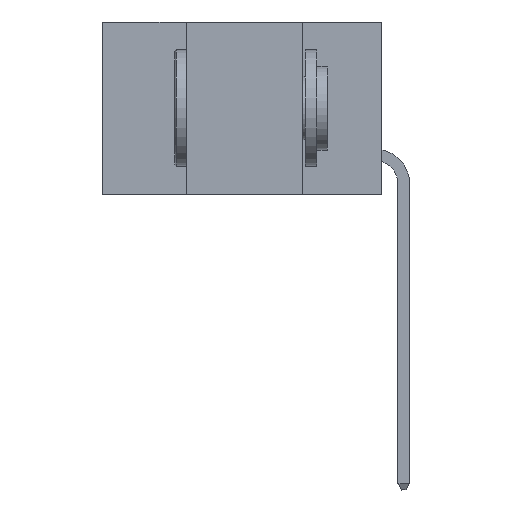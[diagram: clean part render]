
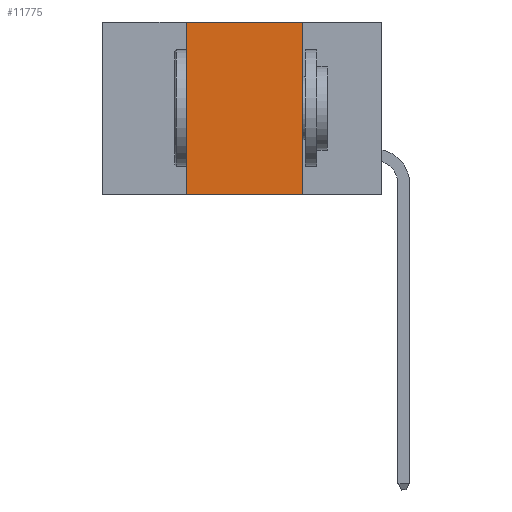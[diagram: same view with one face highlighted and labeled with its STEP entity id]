
A CAD part, left-side view. The second image highlights one B-rep face of the part: STEP entity #11775.
In plain terms, the highlighted planar face has unit normal (-1, 0, 0).
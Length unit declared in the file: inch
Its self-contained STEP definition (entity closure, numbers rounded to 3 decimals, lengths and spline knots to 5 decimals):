
#516 = DIRECTION ( 'NONE',  ( 0., 0., 1. ) ) ;
#678 = ORIENTED_EDGE ( 'NONE', *, *, #11760, .F. ) ;
#899 = DIRECTION ( 'NONE',  ( 0., -1., 0. ) ) ;
#1062 = LINE ( 'NONE', #15977, #7533 ) ;
#1325 = VERTEX_POINT ( 'NONE', #12239 ) ;
#2613 = CARTESIAN_POINT ( 'NONE',  ( 0., 0.17, 0. ) ) ;
#2646 = CARTESIAN_POINT ( 'NONE',  ( 0., 0.42, -0.37 ) ) ;
#2653 = FACE_OUTER_BOUND ( 'NONE', #8923, .T. ) ;
#3741 = ORIENTED_EDGE ( 'NONE', *, *, #12494, .F. ) ;
#3806 = CARTESIAN_POINT ( 'NONE',  ( 0., 0.6, -0.37 ) ) ;
#4312 = ORIENTED_EDGE ( 'NONE', *, *, #6159, .T. ) ;
#4548 = LINE ( 'NONE', #4822, #14459 ) ;
#4822 = CARTESIAN_POINT ( 'NONE',  ( 0., 0.17, 0. ) ) ;
#4843 = CARTESIAN_POINT ( 'NONE',  ( 0., 0.42, 0. ) ) ;
#6159 = EDGE_CURVE ( 'NONE', #6423, #1325, #16423, .T. ) ;
#6423 = VERTEX_POINT ( 'NONE', #2646 ) ;
#6598 = EDGE_CURVE ( 'NONE', #15051, #1325, #4548, .T. ) ;
#6718 = DIRECTION ( 'NONE',  ( 0., -1., 0. ) ) ;
#6827 = CARTESIAN_POINT ( 'NONE',  ( 0., 0.6, 0. ) ) ;
#7533 = VECTOR ( 'NONE', #516, 39.37008 ) ;
#7796 = DIRECTION ( 'NONE',  ( 0., 0., -1. ) ) ;
#8923 = EDGE_LOOP ( 'NONE', ( #11650, #678, #3741, #4312 ) ) ;
#10070 = VECTOR ( 'NONE', #899, 39.37008 ) ;
#10403 = VECTOR ( 'NONE', #6718, 39.37008 ) ;
#10928 = AXIS2_PLACEMENT_3D ( 'NONE', #6827, #15291, #16636 ) ;
#11435 = VERTEX_POINT ( 'NONE', #4843 ) ;
#11650 = ORIENTED_EDGE ( 'NONE', *, *, #6598, .F. ) ;
#11760 = EDGE_CURVE ( 'NONE', #11435, #15051, #13474, .T. ) ;
#11775 = ADVANCED_FACE ( 'NONE', ( #2653 ), #17954, .F. ) ;
#12239 = CARTESIAN_POINT ( 'NONE',  ( 0., 0.17, -0.37 ) ) ;
#12494 = EDGE_CURVE ( 'NONE', #6423, #11435, #1062, .T. ) ;
#13474 = LINE ( 'NONE', #18070, #10403 ) ;
#14459 = VECTOR ( 'NONE', #7796, 39.37008 ) ;
#15051 = VERTEX_POINT ( 'NONE', #2613 ) ;
#15291 = DIRECTION ( 'NONE',  ( 1., 0., 0. ) ) ;
#15977 = CARTESIAN_POINT ( 'NONE',  ( 0., 0.42, 0. ) ) ;
#16423 = LINE ( 'NONE', #3806, #10070 ) ;
#16636 = DIRECTION ( 'NONE',  ( 0., 0., -1. ) ) ;
#17954 = PLANE ( 'NONE',  #10928 ) ;
#18070 = CARTESIAN_POINT ( 'NONE',  ( 0., 0.6, 0. ) ) ;
